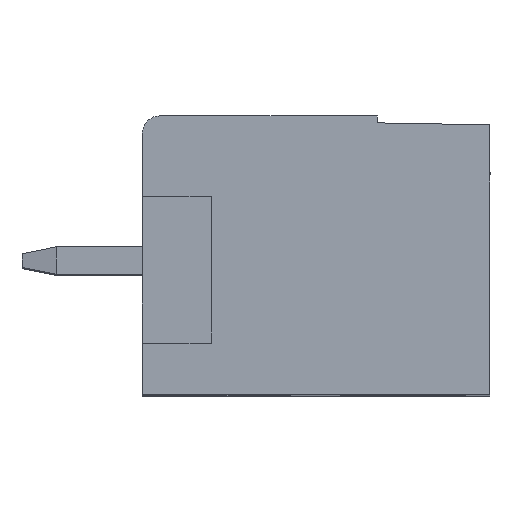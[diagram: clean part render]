
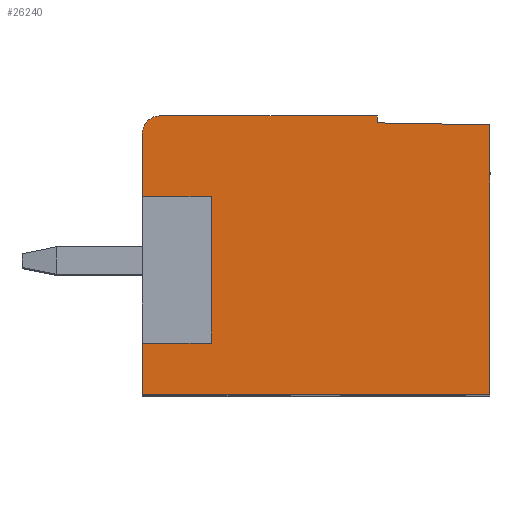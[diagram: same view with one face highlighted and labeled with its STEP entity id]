
A CAD part, top view. The second image highlights one B-rep face of the part: STEP entity #26240.
In plain terms, the highlighted planar face has unit normal (0, 0, 1).
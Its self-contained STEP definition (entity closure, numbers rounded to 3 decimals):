
#5=DIRECTION('',(0.,1.,0.));
#6=VECTOR('',#5,7.84);
#7=CARTESIAN_POINT('',(-10.615,0.099,168.212));
#8=LINE('',#7,#6);
#243=DIRECTION('',(0.,1.,0.));
#244=VECTOR('',#243,0.202);
#245=CARTESIAN_POINT('',(-13.889,7.997,168.212));
#246=LINE('',#245,#244);
#311=DIRECTION('',(0.,-1.,0.));
#312=VECTOR('',#311,1.85);
#313=CARTESIAN_POINT('',(-20.715,7.699,168.212));
#314=LINE('',#313,#312);
#327=DIRECTION('',(0.,-1.,0.));
#328=VECTOR('',#327,1.5);
#329=CARTESIAN_POINT('',(-20.715,1.599,168.212));
#330=LINE('',#329,#328);
#959=DIRECTION('',(1.,0.,0.));
#960=VECTOR('',#959,10.1);
#961=CARTESIAN_POINT('',(-20.715,0.099,168.212));
#962=LINE('',#961,#960);
#9423=DIRECTION('',(0.,1.,0.));
#9424=VECTOR('',#9423,4.25);
#9425=CARTESIAN_POINT('',(-18.715,1.599,168.212));
#9426=LINE('',#9425,#9424);
#9427=DIRECTION('',(-1.,0.,0.));
#9428=VECTOR('',#9427,2.);
#9429=CARTESIAN_POINT('',(-18.715,5.849,168.212));
#9430=LINE('',#9429,#9428);
#9431=CARTESIAN_POINT('',(-20.215,7.699,168.212));
#9432=DIRECTION('',(0.,0.,-1.));
#9433=DIRECTION('',(-1.,0.,0.));
#9434=AXIS2_PLACEMENT_3D('',#9431,#9432,#9433);
#9436=DIRECTION('',(1.,0.,0.));
#9437=VECTOR('',#9436,6.326);
#9438=CARTESIAN_POINT('',(-20.215,8.199,168.212));
#9439=LINE('',#9438,#9437);
#9440=DIRECTION('',(1.,-0.017,0.));
#9441=VECTOR('',#9440,3.274);
#9442=CARTESIAN_POINT('',(-13.889,7.997,168.212));
#9443=LINE('',#9442,#9441);
#9444=DIRECTION('',(-1.,0.,0.));
#9445=VECTOR('',#9444,2.);
#9446=CARTESIAN_POINT('',(-18.715,1.599,168.212));
#9447=LINE('',#9446,#9445);
#9468=CARTESIAN_POINT('',(-10.615,0.099,
168.212));
#9469=CARTESIAN_POINT('',(-10.615,7.94,168.212));
#9470=VERTEX_POINT('',#9468);
#9471=VERTEX_POINT('',#9469);
#9544=CARTESIAN_POINT('',(-20.715,0.099,
168.212));
#9545=VERTEX_POINT('',#9544);
#9811=CARTESIAN_POINT('',(-13.889,7.997,168.212));
#9812=VERTEX_POINT('',#9811);
#9813=CARTESIAN_POINT('',(-20.715,1.599,168.212));
#9814=VERTEX_POINT('',#9813);
#9815=CARTESIAN_POINT('',(-18.715,1.599,168.212));
#9816=VERTEX_POINT('',#9815);
#9817=CARTESIAN_POINT('',(-18.715,5.849,168.212));
#9818=VERTEX_POINT('',#9817);
#9819=CARTESIAN_POINT('',(-20.715,5.849,168.212));
#9820=VERTEX_POINT('',#9819);
#9821=CARTESIAN_POINT('',(-20.715,7.699,168.212));
#9822=VERTEX_POINT('',#9821);
#9823=CARTESIAN_POINT('',(-20.215,8.199,168.212));
#9824=VERTEX_POINT('',#9823);
#9825=CARTESIAN_POINT('',(-13.889,8.199,168.212));
#9826=VERTEX_POINT('',#9825);
#26219=CARTESIAN_POINT('',(-10.615,0.099,
168.212));
#26220=DIRECTION('',(0.,0.,-1.));
#26221=DIRECTION('',(0.,1.,0.));
#26222=AXIS2_PLACEMENT_3D('',#26219,#26220,#26221);
#26223=PLANE('',#26222);
#26224=ORIENTED_EDGE('',*,*,#12399,.F.);
#26225=ORIENTED_EDGE('',*,*,#13585,.F.);
#26226=ORIENTED_EDGE('',*,*,#12704,.F.);
#26228=ORIENTED_EDGE('',*,*,#26227,.F.);
#26230=ORIENTED_EDGE('',*,*,#26229,.T.);
#26232=ORIENTED_EDGE('',*,*,#26231,.T.);
#26233=ORIENTED_EDGE('',*,*,#12696,.F.);
#26234=ORIENTED_EDGE('',*,*,#12661,.T.);
#26235=ORIENTED_EDGE('',*,*,#12646,.T.);
#26236=ORIENTED_EDGE('',*,*,#12631,.F.);
#26237=ORIENTED_EDGE('',*,*,#12616,.T.);
#26238=EDGE_LOOP('',(#26224,#26225,#26226,#26228,#26230,#26232,#26233,#26234,
#26235,#26236,#26237));
#26239=FACE_OUTER_BOUND('',#26238,.F.);
#9435=CIRCLE('',#9434,0.5);
#12399=EDGE_CURVE('',#9470,#9471,#8,.T.);
#12616=EDGE_CURVE('',#9812,#9471,#9443,.T.);
#12631=EDGE_CURVE('',#9812,#9826,#246,.T.);
#12646=EDGE_CURVE('',#9824,#9826,#9439,.T.);
#12661=EDGE_CURVE('',#9822,#9824,#9435,.T.);
#12696=EDGE_CURVE('',#9822,#9820,#314,.T.);
#12704=EDGE_CURVE('',#9814,#9545,#330,.T.);
#13585=EDGE_CURVE('',#9545,#9470,#962,.T.);
#26227=EDGE_CURVE('',#9816,#9814,#9447,.T.);
#26229=EDGE_CURVE('',#9816,#9818,#9426,.T.);
#26231=EDGE_CURVE('',#9818,#9820,#9430,.T.);
#26240=ADVANCED_FACE('',(#26239),#26223,.F.);
